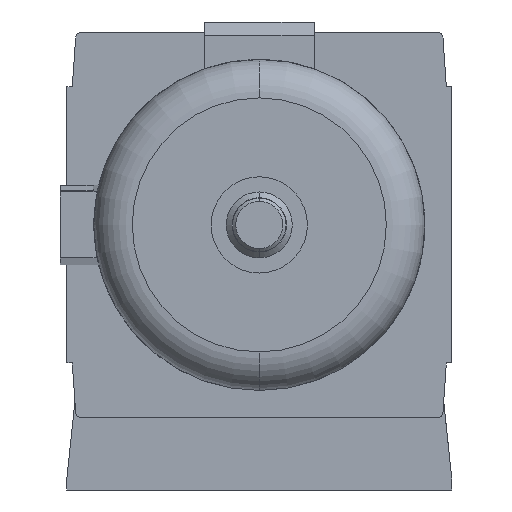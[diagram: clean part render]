
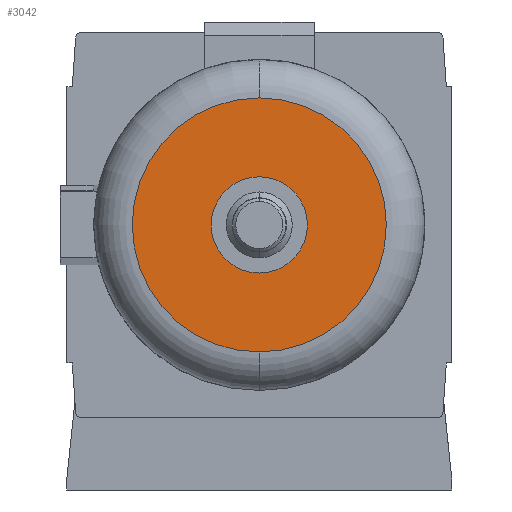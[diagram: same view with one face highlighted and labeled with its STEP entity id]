
A CAD part, front view. The second image highlights one B-rep face of the part: STEP entity #3042.
In plain terms, the highlighted planar face has unit normal (0, -1, 0).
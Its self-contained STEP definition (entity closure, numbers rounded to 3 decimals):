
#202 = VERTEX_POINT ( 'NONE', #761 ) ;
#761 = CARTESIAN_POINT ( 'NONE',  ( 35., 22.4, -28.15 ) ) ;
#1004 = CARTESIAN_POINT ( 'NONE',  ( 35., 22.4, -36.9 ) ) ;
#1072 = FACE_OUTER_BOUND ( 'NONE', #5229, .T. ) ;
#1168 = CIRCLE ( 'NONE', #2605, 8.75 ) ;
#1188 = CARTESIAN_POINT ( 'NONE',  ( 35., 22.4, -60. ) ) ;
#1675 = DIRECTION ( 'NONE',  ( 0., 0., 1. ) ) ;
#2548 = EDGE_CURVE ( 'NONE', #3828, #5954, #8236, .T. ) ;
#2596 = CARTESIAN_POINT ( 'NONE',  ( 35., 22.4, -36.9 ) ) ;
#2605 = AXIS2_PLACEMENT_3D ( 'NONE', #2596, #6387, #7656 ) ;
#2844 = DIRECTION ( 'NONE',  ( 0., 0., 1. ) ) ;
#3042 = ADVANCED_FACE ( 'NONE', ( #1072, #5714 ), #4916, .F. ) ;
#3409 = VERTEX_POINT ( 'NONE', #5946 ) ;
#3411 = DIRECTION ( 'NONE',  ( 0., -1., 0. ) ) ;
#3605 = CARTESIAN_POINT ( 'NONE',  ( 35., 22.4, -36.9 ) ) ;
#3828 = VERTEX_POINT ( 'NONE', #1188 ) ;
#4035 = ORIENTED_EDGE ( 'NONE', *, *, #4275, .F. ) ;
#4071 = DIRECTION ( 'NONE',  ( 0., 0., 1. ) ) ;
#4134 = ORIENTED_EDGE ( 'NONE', *, *, #2548, .F. ) ;
#4189 = CARTESIAN_POINT ( 'NONE',  ( 35., 22.4, -36.9 ) ) ;
#4254 = DIRECTION ( 'NONE',  ( 0., 1., 0. ) ) ;
#4275 = EDGE_CURVE ( 'NONE', #202, #3409, #1168, .T. ) ;
#4292 = ORIENTED_EDGE ( 'NONE', *, *, #4589, .F. ) ;
#4589 = EDGE_CURVE ( 'NONE', #3409, #202, #6292, .T. ) ;
#4600 = EDGE_CURVE ( 'NONE', #5954, #3828, #6193, .T. ) ;
#4916 = PLANE ( 'NONE',  #8009 ) ;
#4919 = AXIS2_PLACEMENT_3D ( 'NONE', #1004, #5532, #1675 ) ;
#5131 = AXIS2_PLACEMENT_3D ( 'NONE', #4189, #6729, #2844 ) ;
#5229 = EDGE_LOOP ( 'NONE', ( #5864, #4134 ) ) ;
#5529 = CARTESIAN_POINT ( 'NONE',  ( 35., 22.4, -13.8 ) ) ;
#5532 = DIRECTION ( 'NONE',  ( 0., 1., 0. ) ) ;
#5714 = FACE_BOUND ( 'NONE', #6970, .T. ) ;
#5864 = ORIENTED_EDGE ( 'NONE', *, *, #4600, .F. ) ;
#5946 = CARTESIAN_POINT ( 'NONE',  ( 35., 22.4, -45.65 ) ) ;
#5954 = VERTEX_POINT ( 'NONE', #5529 ) ;
#6193 = CIRCLE ( 'NONE', #4919, 23.1 ) ;
#6292 = CIRCLE ( 'NONE', #7097, 8.75 ) ;
#6387 = DIRECTION ( 'NONE',  ( 0., -1., 0. ) ) ;
#6729 = DIRECTION ( 'NONE',  ( 0., 1., 0. ) ) ;
#6838 = DIRECTION ( 'NONE',  ( 0., 0., 1. ) ) ;
#6970 = EDGE_LOOP ( 'NONE', ( #4035, #4292 ) ) ;
#7097 = AXIS2_PLACEMENT_3D ( 'NONE', #7279, #3411, #4071 ) ;
#7279 = CARTESIAN_POINT ( 'NONE',  ( 35., 22.4, -36.9 ) ) ;
#7656 = DIRECTION ( 'NONE',  ( 0., 0., 1. ) ) ;
#8009 = AXIS2_PLACEMENT_3D ( 'NONE', #3605, #4254, #6838 ) ;
#8236 = CIRCLE ( 'NONE', #5131, 23.1 ) ;
